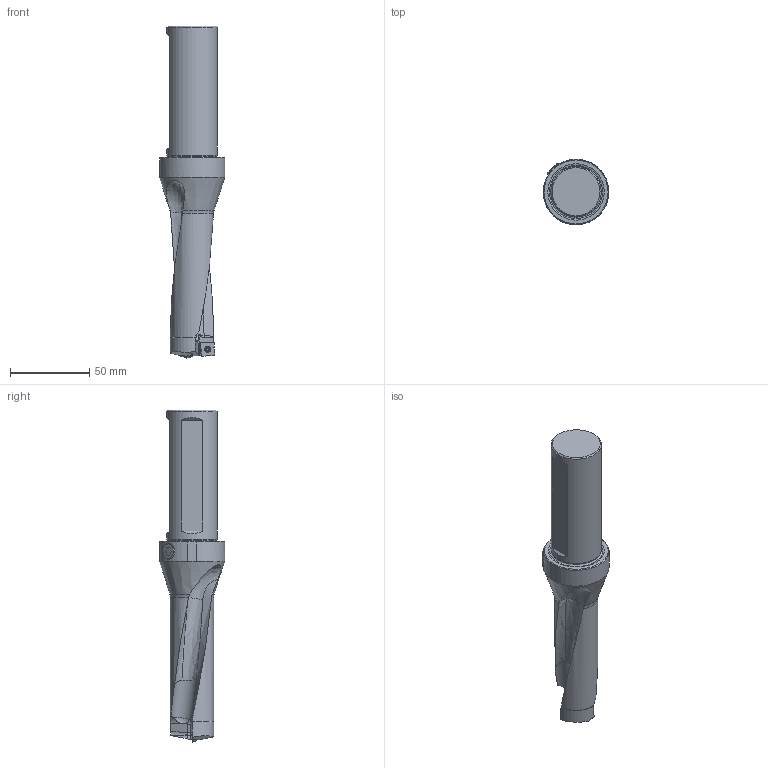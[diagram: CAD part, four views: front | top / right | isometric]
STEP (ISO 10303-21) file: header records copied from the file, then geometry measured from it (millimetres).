
FILE_DESCRIPTION(/* description */ (''),/* implementation_level */ '2;1');
FILE_NAME(/* name */ 'TCF1125R3SSF125D_GTM.stp',/* time_stamp */ '2018-08-12T09:03:22-04:00',/* author */ ('Virtual Machining Team'),/* organization */ ('Kennametal, Inc.'),/* preprocessor_version */ 'ST-DEVELOPER v15',/* originating_system */ 'SIEMENS PLM Software NX 9.0',/* authorisation */ '');
FILE_SCHEMA (('AUTOMOTIVE_DESIGN { 1 0 10303 214 3 1 1 1 }'));
Length unit declared in the file: millimetre
Products named in the file (1): TCF1125R3SSF125D_GTM
Bounding box: 41.21 x 41.25 x 208.93 mm (x, y, z)
Volume: 126306.6 mm3; surface area: 24265.3 mm2
Topology: 6 solids, 6 shells, 279 faces, 756 edges, 495 vertices
Faces by surface type: plane 120, cylinder 114, cone 21, bspline 11, torus 10, sphere 3
Full cylindrical faces by diameter (mm): 2.2 x2, 2.5 x2, 2.8 x2, 3.35 x2, 3.75 x2, 31.75 x1
Entity records: 9107 total; most frequent: CARTESIAN_POINT 2090, DIRECTION 1488, ORIENTED_EDGE 1420, EDGE_CURVE 710, AXIS2_PLACEMENT_3D 571, VERTEX_POINT 481, LINE 346, VECTOR 346
